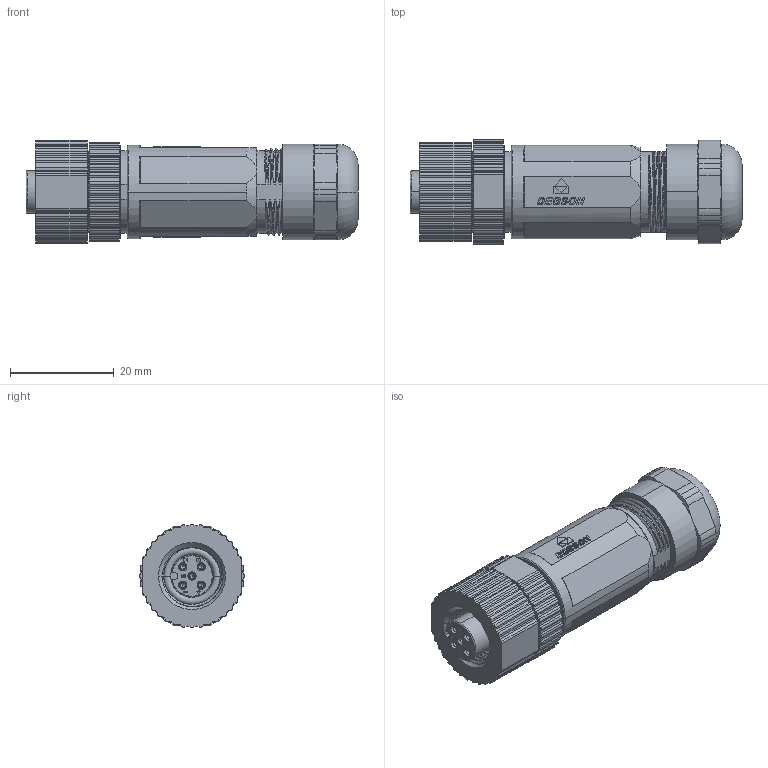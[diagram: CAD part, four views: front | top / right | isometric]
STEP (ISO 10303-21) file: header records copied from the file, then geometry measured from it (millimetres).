
FILE_DESCRIPTION((''),'2;1');
FILE_NAME('PBSH-M12A-05P-FF-SL70_SW0001','2020-04-21T',('Administrator'),(''),'CREO PARAMETRIC BY PTC INC, 2014350','CREO PARAMETRIC BY PTC INC, 2014350','');
FILE_SCHEMA(('CONFIG_CONTROL_DESIGN'));
Length unit declared in the file: millimetre
Products named in the file (1): PBSH-M12A-05P-FF-SL70_SW0001
Bounding box: 64 x 20.2 x 20 mm (x, y, z)
Volume: 15524.5 mm3; surface area: 6601.1 mm2
Topology: 1 solids, 1 shells, 1303 faces, 3681 edges, 2430 vertices
Faces by surface type: plane 962, cylinder 229, cone 63, bspline 32, torus 17
Entity records: 46707 total; most frequent: CARTESIAN_POINT 12923, ORIENTED_EDGE 7342, DIRECTION 6551, EDGE_CURVE 3671, VECTOR 2931, LINE 2931, VERTEX_POINT 2430, AXIS2_PLACEMENT_3D 1810
